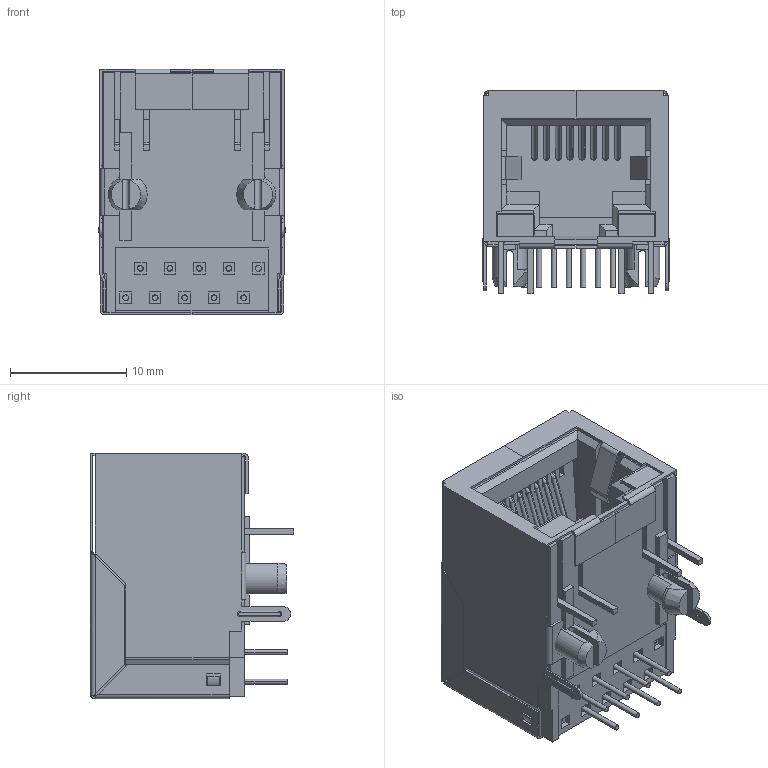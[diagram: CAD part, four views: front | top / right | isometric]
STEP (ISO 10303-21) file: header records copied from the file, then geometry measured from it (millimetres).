
FILE_DESCRIPTION((''),'2;1');
FILE_NAME('DGKYD59211118AB1A1DY1022','2023-07-07T14:01:42',('Administrator'),(''),'CREO PARAMETRIC BY PTC INC, 2019010','CREO PARAMETRIC BY PTC INC, 2019010','');
FILE_SCHEMA(('CONFIG_CONTROL_DESIGN'));
Length unit declared in the file: millimetre
Products named in the file (1): DGKYD59211118AB1A1DY1022
Bounding box: 16.08 x 17.5 x 21.15 mm (x, y, z)
Volume: 2400 mm3; surface area: 7171.1 mm2
Topology: 9 solids, 11 shells, 815 faces, 2214 edges, 1400 vertices
Faces by surface type: plane 537, cylinder 202, torus 40, cone 24, bspline 12
Entity records: 26154 total; most frequent: CARTESIAN_POINT 5412, ORIENTED_EDGE 4420, DIRECTION 4178, EDGE_CURVE 2214, VECTOR 1656, LINE 1656, VERTEX_POINT 1400, AXIS2_PLACEMENT_3D 1261
